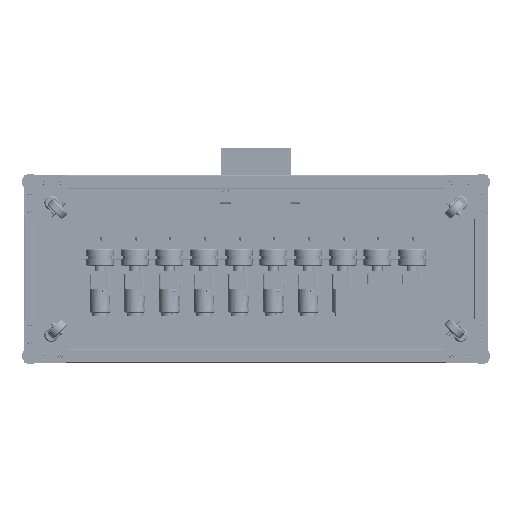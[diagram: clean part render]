
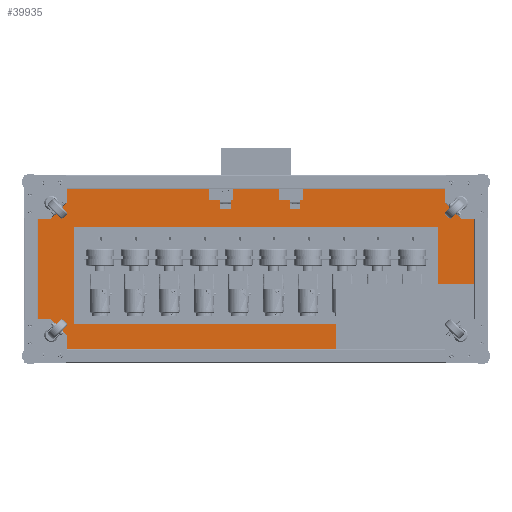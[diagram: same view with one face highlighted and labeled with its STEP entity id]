
A CAD part, front view. The second image highlights one B-rep face of the part: STEP entity #39935.
In plain terms, the highlighted free-form (B-spline) face has degree [1, 1] with [2, 2] control points.
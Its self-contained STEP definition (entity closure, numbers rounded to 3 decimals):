
#39725 = EDGE_CURVE('',#39726,#39728,#39730,.T.);
#39726 = VERTEX_POINT('',#39727);
#39727 = CARTESIAN_POINT('',(774.649,-26.014,
    126.025));
#39728 = VERTEX_POINT('',#39729);
#39729 = CARTESIAN_POINT('',(774.649,-26.014,
    -498.319));
#39730 = B_SPLINE_CURVE_WITH_KNOTS('',1,(#39731,#39732),.UNSPECIFIED.,
  .F.,.F.,(2,2),(0.,540.),.PIECEWISE_BEZIER_KNOTS.);
#39731 = CARTESIAN_POINT('',(774.649,-26.014,
    126.025));
#39732 = CARTESIAN_POINT('',(774.649,-26.014,
    -498.319));
#39761 = EDGE_CURVE('',#39728,#39762,#39764,.T.);
#39762 = VERTEX_POINT('',#39763);
#39763 = CARTESIAN_POINT('',(-774.649,-26.014,
    -498.319));
#39764 = B_SPLINE_CURVE_WITH_KNOTS('',1,(#39765,#39766),.UNSPECIFIED.,
  .F.,.F.,(2,2),(0.,1340.),.PIECEWISE_BEZIER_KNOTS.);
#39765 = CARTESIAN_POINT('',(774.649,-26.014,
    -498.319));
#39766 = CARTESIAN_POINT('',(-774.649,-26.014,
    -498.319));
#39789 = EDGE_CURVE('',#39762,#39790,#39792,.T.);
#39790 = VERTEX_POINT('',#39791);
#39791 = CARTESIAN_POINT('',(-774.649,-26.014,
    126.025));
#39792 = B_SPLINE_CURVE_WITH_KNOTS('',1,(#39793,#39794),.UNSPECIFIED.,
  .F.,.F.,(2,2),(-540.,0.),.PIECEWISE_BEZIER_KNOTS.);
#39793 = CARTESIAN_POINT('',(-774.649,-26.014,
    -498.319));
#39794 = CARTESIAN_POINT('',(-774.649,-26.014,
    126.025));
#39817 = EDGE_CURVE('',#39790,#39726,#39818,.T.);
#39818 = B_SPLINE_CURVE_WITH_KNOTS('',1,(#39819,#39820),.UNSPECIFIED.,
  .F.,.F.,(2,2),(-1340.,0.),.PIECEWISE_BEZIER_KNOTS.);
#39819 = CARTESIAN_POINT('',(-774.649,-26.014,
    126.025));
#39820 = CARTESIAN_POINT('',(774.649,-26.014,
    126.025));
#39935 = ADVANCED_FACE('',(#39936,#39966,#39996,#40026),#40032,.F.);
#39936 = FACE_BOUND('',#39937,.T.);
#39937 = EDGE_LOOP('',(#39938,#39947,#39954,#39961));
#39938 = ORIENTED_EDGE('',*,*,#39939,.T.);
#39939 = EDGE_CURVE('',#39940,#39942,#39944,.T.);
#39940 = VERTEX_POINT('',#39941);
#39941 = CARTESIAN_POINT('',(75.153,-26.014,
    79.777));
#39942 = VERTEX_POINT('',#39943);
#39943 = CARTESIAN_POINT('',(156.086,-26.014,
    79.777));
#39944 = B_SPLINE_CURVE_WITH_KNOTS('',1,(#39945,#39946),.UNSPECIFIED.,
  .F.,.F.,(2,2),(65.,135.),.PIECEWISE_BEZIER_KNOTS.);
#39945 = CARTESIAN_POINT('',(75.153,-26.014,
    79.777));
#39946 = CARTESIAN_POINT('',(156.086,-26.014,
    79.777));
#39947 = ORIENTED_EDGE('',*,*,#39948,.T.);
#39948 = EDGE_CURVE('',#39942,#39949,#39951,.T.);
#39949 = VERTEX_POINT('',#39950);
#39950 = CARTESIAN_POINT('',(156.086,-26.014,
    45.092));
#39951 = B_SPLINE_CURVE_WITH_KNOTS('',1,(#39952,#39953),.UNSPECIFIED.,
  .F.,.F.,(2,2),(-230.,-200.),.PIECEWISE_BEZIER_KNOTS.);
#39952 = CARTESIAN_POINT('',(156.086,-26.014,
    79.777));
#39953 = CARTESIAN_POINT('',(156.086,-26.014,
    45.092));
#39954 = ORIENTED_EDGE('',*,*,#39955,.T.);
#39955 = EDGE_CURVE('',#39949,#39956,#39958,.T.);
#39956 = VERTEX_POINT('',#39957);
#39957 = CARTESIAN_POINT('',(75.153,-26.014,
    45.092));
#39958 = B_SPLINE_CURVE_WITH_KNOTS('',1,(#39959,#39960),.UNSPECIFIED.,
  .F.,.F.,(2,2),(-135.,-65.),.PIECEWISE_BEZIER_KNOTS.);
#39959 = CARTESIAN_POINT('',(156.086,-26.014,
    45.092));
#39960 = CARTESIAN_POINT('',(75.153,-26.014,
    45.092));
#39961 = ORIENTED_EDGE('',*,*,#39962,.T.);
#39962 = EDGE_CURVE('',#39956,#39940,#39963,.T.);
#39963 = B_SPLINE_CURVE_WITH_KNOTS('',1,(#39964,#39965),.UNSPECIFIED.,
  .F.,.F.,(2,2),(200.,230.),.PIECEWISE_BEZIER_KNOTS.);
#39964 = CARTESIAN_POINT('',(75.153,-26.014,
    45.092));
#39965 = CARTESIAN_POINT('',(75.153,-26.014,
    79.777));
#39966 = FACE_BOUND('',#39967,.T.);
#39967 = EDGE_LOOP('',(#39968,#39977,#39984,#39991));
#39968 = ORIENTED_EDGE('',*,*,#39969,.T.);
#39969 = EDGE_CURVE('',#39970,#39972,#39974,.T.);
#39970 = VERTEX_POINT('',#39971);
#39971 = CARTESIAN_POINT('',(-156.086,-26.014,
    79.777));
#39972 = VERTEX_POINT('',#39973);
#39973 = CARTESIAN_POINT('',(-75.153,-26.014,
    79.777));
#39974 = B_SPLINE_CURVE_WITH_KNOTS('',1,(#39975,#39976),.UNSPECIFIED.,
  .F.,.F.,(2,2),(-135.,-65.),.PIECEWISE_BEZIER_KNOTS.);
#39975 = CARTESIAN_POINT('',(-156.086,-26.014,
    79.777));
#39976 = CARTESIAN_POINT('',(-75.153,-26.014,
    79.777));
#39977 = ORIENTED_EDGE('',*,*,#39978,.T.);
#39978 = EDGE_CURVE('',#39972,#39979,#39981,.T.);
#39979 = VERTEX_POINT('',#39980);
#39980 = CARTESIAN_POINT('',(-75.153,-26.014,
    45.092));
#39981 = B_SPLINE_CURVE_WITH_KNOTS('',1,(#39982,#39983),.UNSPECIFIED.,
  .F.,.F.,(2,2),(-230.,-200.),.PIECEWISE_BEZIER_KNOTS.);
#39982 = CARTESIAN_POINT('',(-75.153,-26.014,
    79.777));
#39983 = CARTESIAN_POINT('',(-75.153,-26.014,
    45.092));
#39984 = ORIENTED_EDGE('',*,*,#39985,.T.);
#39985 = EDGE_CURVE('',#39979,#39986,#39988,.T.);
#39986 = VERTEX_POINT('',#39987);
#39987 = CARTESIAN_POINT('',(-156.086,-26.014,
    45.092));
#39988 = B_SPLINE_CURVE_WITH_KNOTS('',1,(#39989,#39990),.UNSPECIFIED.,
  .F.,.F.,(2,2),(65.,135.),.PIECEWISE_BEZIER_KNOTS.);
#39989 = CARTESIAN_POINT('',(-75.153,-26.014,
    45.092));
#39990 = CARTESIAN_POINT('',(-156.086,-26.014,
    45.092));
#39991 = ORIENTED_EDGE('',*,*,#39992,.T.);
#39992 = EDGE_CURVE('',#39986,#39970,#39993,.T.);
#39993 = B_SPLINE_CURVE_WITH_KNOTS('',1,(#39994,#39995),.UNSPECIFIED.,
  .F.,.F.,(2,2),(200.,230.),.PIECEWISE_BEZIER_KNOTS.);
#39994 = CARTESIAN_POINT('',(-156.086,-26.014,
    45.092));
#39995 = CARTESIAN_POINT('',(-156.086,-26.014,
    79.777));
#39996 = FACE_BOUND('',#39997,.T.);
#39997 = EDGE_LOOP('',(#39998,#40007,#40014,#40021));
#39998 = ORIENTED_EDGE('',*,*,#39999,.T.);
#39999 = EDGE_CURVE('',#40000,#40002,#40004,.T.);
#40000 = VERTEX_POINT('',#40001);
#40001 = CARTESIAN_POINT('',(607.001,-26.014,
    -371.138));
#40002 = VERTEX_POINT('',#40003);
#40003 = CARTESIAN_POINT('',(-607.001,-26.014,
    -371.138));
#40004 = B_SPLINE_CURVE_WITH_KNOTS('',1,(#40005,#40006),.UNSPECIFIED.,
  .F.,.F.,(2,2),(-525.,525.),.PIECEWISE_BEZIER_KNOTS.);
#40005 = CARTESIAN_POINT('',(607.001,-26.014,
    -371.138));
#40006 = CARTESIAN_POINT('',(-607.001,-26.014,
    -371.138));
#40007 = ORIENTED_EDGE('',*,*,#40008,.T.);
#40008 = EDGE_CURVE('',#40002,#40009,#40011,.T.);
#40009 = VERTEX_POINT('',#40010);
#40010 = CARTESIAN_POINT('',(-607.001,-26.014,
    -47.404));
#40011 = B_SPLINE_CURVE_WITH_KNOTS('',1,(#40012,#40013),.UNSPECIFIED.,
  .F.,.F.,(2,2),(-160.,120.),.PIECEWISE_BEZIER_KNOTS.);
#40012 = CARTESIAN_POINT('',(-607.001,-26.014,
    -371.138));
#40013 = CARTESIAN_POINT('',(-607.001,-26.014,
    -47.404));
#40014 = ORIENTED_EDGE('',*,*,#40015,.T.);
#40015 = EDGE_CURVE('',#40009,#40016,#40018,.T.);
#40016 = VERTEX_POINT('',#40017);
#40017 = CARTESIAN_POINT('',(607.001,-26.014,
    -47.404));
#40018 = B_SPLINE_CURVE_WITH_KNOTS('',1,(#40019,#40020),.UNSPECIFIED.,
  .F.,.F.,(2,2),(-525.,525.),.PIECEWISE_BEZIER_KNOTS.);
#40019 = CARTESIAN_POINT('',(-607.001,-26.014,
    -47.404));
#40020 = CARTESIAN_POINT('',(607.001,-26.014,
    -47.404));
#40021 = ORIENTED_EDGE('',*,*,#40022,.T.);
#40022 = EDGE_CURVE('',#40016,#40000,#40023,.T.);
#40023 = B_SPLINE_CURVE_WITH_KNOTS('',1,(#40024,#40025),.UNSPECIFIED.,
  .F.,.F.,(2,2),(-120.,160.),.PIECEWISE_BEZIER_KNOTS.);
#40024 = CARTESIAN_POINT('',(607.001,-26.014,
    -47.404));
#40025 = CARTESIAN_POINT('',(607.001,-26.014,
    -371.138));
#40026 = FACE_BOUND('',#40027,.T.);
#40027 = EDGE_LOOP('',(#40028,#40029,#40030,#40031));
#40028 = ORIENTED_EDGE('',*,*,#39725,.F.);
#40029 = ORIENTED_EDGE('',*,*,#39817,.F.);
#40030 = ORIENTED_EDGE('',*,*,#39789,.F.);
#40031 = ORIENTED_EDGE('',*,*,#39761,.F.);
#40032 = B_SPLINE_SURFACE_WITH_KNOTS('',1,1,(
    (#40033,#40034)
    ,(#40035,#40036
  )),.UNSPECIFIED.,.F.,.F.,.F.,(2,2),(2,2),(-270.,270.),(-670.,670.),
  .PIECEWISE_BEZIER_KNOTS.);
#40033 = CARTESIAN_POINT('',(-774.649,-26.014,
    -498.319));
#40034 = CARTESIAN_POINT('',(774.649,-26.014,
    -498.319));
#40035 = CARTESIAN_POINT('',(-774.649,-26.014,
    126.025));
#40036 = CARTESIAN_POINT('',(774.649,-26.014,
    126.025));
